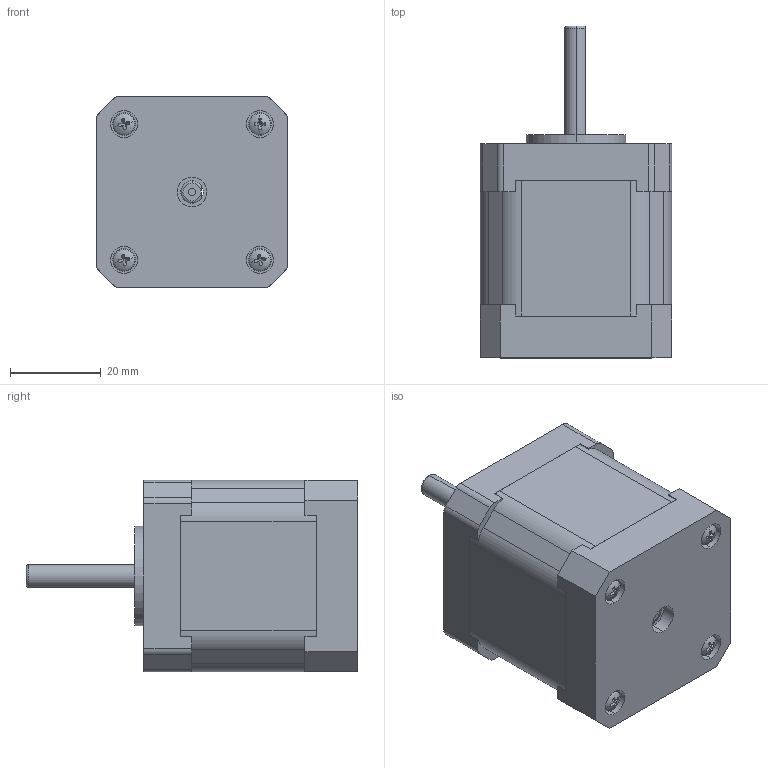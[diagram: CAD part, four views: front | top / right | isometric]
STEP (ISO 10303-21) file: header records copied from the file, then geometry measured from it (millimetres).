
FILE_DESCRIPTION (( 'STEP AP203' ), '1' );
FILE_NAME ('NEMA 17 Stepper Motor Assembly.STEP', '2013-06-01T03:54:19', ( '' ), ( '' ), 'SwSTEP 2.0', 'SolidWorks 2012', '' );
FILE_SCHEMA (( 'CONFIG_CONTROL_DESIGN' ));
Length unit declared in the file: millimetre
Products named in the file (6): NEMA 17 Stepper Motor Assembly; NEMA 17 Stepper Motor Shaft; NEMA 17 Stepper Motor Bottom; NEMA 17 Stepper Motor Top; pan cross head_am_B18.6.7M - M2.5 x 0.45 x 13 Type I Cross Recessed PHMS --13N; NEMA 17 Stepper Motor Middle
Assembly tree (8 placements, depth 2):
  NEMA 17 Stepper Motor Assembly
    NEMA 17 Stepper Motor Middle
    NEMA 17 Stepper Motor Top
    NEMA 17 Stepper Motor Bottom
    NEMA 17 Stepper Motor Shaft
    pan cross head_am_B18.6.7M - M2.5 x 0.45 x 13 Type I Cross Recessed PHMS --13N  x4
Bounding box: 42.3 x 73.3 x 42.3 mm (x, y, z)
Volume: 78076.9 mm3; surface area: 23005.3 mm2
Topology: 8 solids, 8 shells, 326 faces, 798 edges, 510 vertices
Faces by surface type: plane 207, cylinder 77, torus 18, cone 16, sphere 8
Entity records: 8504 total; most frequent: DIRECTION 1382, CARTESIAN_POINT 1380, ORIENTED_EDGE 1296, EDGE_CURVE 648, AXIS2_PLACEMENT_3D 470, LINE 442, VECTOR 442, VERTEX_POINT 420
